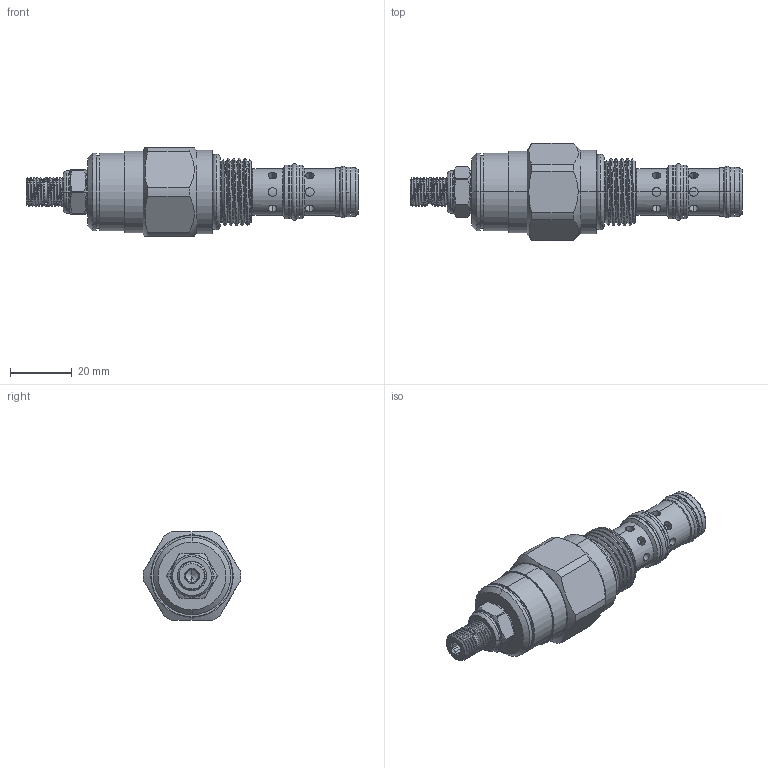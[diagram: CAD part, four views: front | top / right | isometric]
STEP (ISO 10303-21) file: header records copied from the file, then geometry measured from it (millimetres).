
FILE_DESCRIPTION (( 'STEP AP203' ), '1' );
FILE_NAME ('PP10W30(33)(35)-L.STEP', '2020-04-15T06:20:33', ( '' ), ( '' ), 'SwSTEP 2.0', 'SolidWorks 2018', '' );
FILE_SCHEMA (( 'CONFIG_CONTROL_DESIGN' ));
Length unit declared in the file: millimetre
Products named in the file (1): PP10W30(33)(35)-L
Bounding box: 107.48 x 31.59 x 28.57 mm (x, y, z)
Volume: 36241.1 mm3; surface area: 11340.5 mm2
Topology: 6 solids, 6 shells, 278 faces, 655 edges, 415 vertices
Faces by surface type: cylinder 149, plane 57, torus 34, cone 31, bspline 7
Entity records: 14474 total; most frequent: CARTESIAN_POINT 8293, ORIENTED_EDGE 1306, DIRECTION 1232, EDGE_CURVE 653, AXIS2_PLACEMENT_3D 513, VERTEX_POINT 415, EDGE_LOOP 314, ADVANCED_FACE 278
